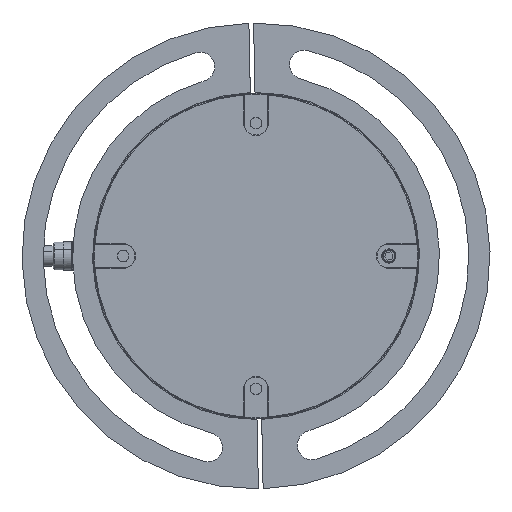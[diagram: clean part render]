
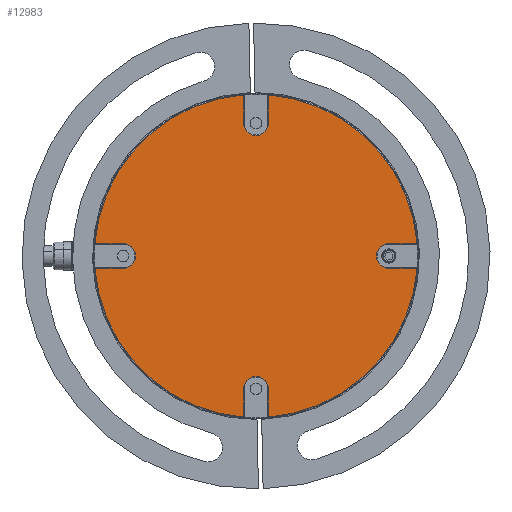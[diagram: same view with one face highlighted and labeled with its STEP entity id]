
A CAD part, left-side view. The second image highlights one B-rep face of the part: STEP entity #12983.
In plain terms, the highlighted planar face has unit normal (-1, 0, 0).
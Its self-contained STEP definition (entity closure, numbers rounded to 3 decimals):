
#399 = VERTEX_POINT ( 'NONE', #27772 ) ;
#461 = EDGE_CURVE ( 'NONE', #7345, #399, #28506, .T. ) ;
#511 = EDGE_CURVE ( 'NONE', #399, #25566, #1283, .T. ) ;
#529 = ORIENTED_EDGE ( 'NONE', *, *, #9529, .T. ) ;
#629 = DIRECTION ( 'NONE',  ( 0., 0., 1. ) ) ;
#725 = DIRECTION ( 'NONE',  ( 0., 0., 1. ) ) ;
#817 = CARTESIAN_POINT ( 'NONE',  ( -42.486, 99.639, 132.721 ) ) ;
#871 = EDGE_CURVE ( 'NONE', #7110, #31487, #26784, .T. ) ;
#1283 = CIRCLE ( 'NONE', #6474, 5.279 ) ;
#1477 = DIRECTION ( 'NONE',  ( 0., 0., 1. ) ) ;
#1674 = CARTESIAN_POINT ( 'NONE',  ( -42.486, 43.139, 138. ) ) ;
#1747 = CARTESIAN_POINT ( 'NONE',  ( -42.486, 99.639, 143.279 ) ) ;
#1891 = DIRECTION ( 'NONE',  ( -1., 0., 0. ) ) ;
#2096 = EDGE_CURVE ( 'NONE', #25566, #7110, #15683, .T. ) ;
#2389 = ORIENTED_EDGE ( 'NONE', *, *, #33812, .T. ) ;
#2462 = CARTESIAN_POINT ( 'NONE',  ( -42.486, 37.86, 69.503 ) ) ;
#2898 = VERTEX_POINT ( 'NONE', #5367 ) ;
#3030 = DIRECTION ( 'NONE',  ( 0., 0., 1. ) ) ;
#3384 = VECTOR ( 'NONE', #14792, 1000. ) ;
#3679 = CARTESIAN_POINT ( 'NONE',  ( -42.486, 48.418, 69.503 ) ) ;
#4276 = DIRECTION ( 'NONE',  ( 0., 0., 1. ) ) ;
#4427 = VERTEX_POINT ( 'NONE', #23197 ) ;
#4544 = VERTEX_POINT ( 'NONE', #4870 ) ;
#4739 = CARTESIAN_POINT ( 'NONE',  ( -42.486, 112.139, 138. ) ) ;
#4852 = PLANE ( 'NONE',  #10725 ) ;
#4870 = CARTESIAN_POINT ( 'NONE',  ( -42.486, -13.361, 132.721 ) ) ;
#5367 = CARTESIAN_POINT ( 'NONE',  ( -42.486, 48.418, 81.5 ) ) ;
#5516 = VERTEX_POINT ( 'NONE', #817 ) ;
#5767 = VECTOR ( 'NONE', #33734, 1000. ) ;
#5806 = DIRECTION ( 'NONE',  ( 0., -1., 0. ) ) ;
#5849 = CIRCLE ( 'NONE', #23656, 5.279 ) ;
#6352 = DIRECTION ( 'NONE',  ( 0., 0., -1. ) ) ;
#6474 = AXIS2_PLACEMENT_3D ( 'NONE', #33600, #17312, #28362 ) ;
#6642 = DIRECTION ( 'NONE',  ( -1., 0., 0. ) ) ;
#6965 = EDGE_LOOP ( 'NONE', ( #7311, #32830, #18470, #2389, #7145, #14553, #21582, #19299, #15525, #10962, #12078, #16394, #7414, #529, #33731, #31040, #34964 ) ) ;
#7110 = VERTEX_POINT ( 'NONE', #30349 ) ;
#7145 = ORIENTED_EDGE ( 'NONE', *, *, #21621, .T. ) ;
#7232 = VERTEX_POINT ( 'NONE', #3679 ) ;
#7311 = ORIENTED_EDGE ( 'NONE', *, *, #511, .T. ) ;
#7345 = VERTEX_POINT ( 'NONE', #34424 ) ;
#7414 = ORIENTED_EDGE ( 'NONE', *, *, #30220, .T. ) ;
#7531 = CARTESIAN_POINT ( 'NONE',  ( -42.486, -25.358, 132.721 ) ) ;
#7622 = VERTEX_POINT ( 'NONE', #7531 ) ;
#8345 = AXIS2_PLACEMENT_3D ( 'NONE', #30608, #17150, #725 ) ;
#8516 = DIRECTION ( 'NONE',  ( 1., 0., 0. ) ) ;
#8575 = VECTOR ( 'NONE', #5806, 1000. ) ;
#8732 = CIRCLE ( 'NONE', #29108, 5.279 ) ;
#9087 = DIRECTION ( 'NONE',  ( 1., 0., 0. ) ) ;
#9520 = AXIS2_PLACEMENT_3D ( 'NONE', #10447, #18884, #24136 ) ;
#9529 = EDGE_CURVE ( 'NONE', #4544, #29228, #30876, .T. ) ;
#9709 = EDGE_CURVE ( 'NONE', #29228, #26427, #19396, .T. ) ;
#9988 = DIRECTION ( 'NONE',  ( -1., 0., 0. ) ) ;
#10082 = DIRECTION ( 'NONE',  ( 0., 0., 1. ) ) ;
#10447 = CARTESIAN_POINT ( 'NONE',  ( -42.486, 43.139, 138. ) ) ;
#10725 = AXIS2_PLACEMENT_3D ( 'NONE', #4739, #1891, #10082 ) ;
#10962 = ORIENTED_EDGE ( 'NONE', *, *, #29230, .T. ) ;
#11047 = CARTESIAN_POINT ( 'NONE',  ( -42.486, 48.418, 194.5 ) ) ;
#11706 = CARTESIAN_POINT ( 'NONE',  ( -42.486, -13.361, 143.279 ) ) ;
#12078 = ORIENTED_EDGE ( 'NONE', *, *, #27860, .T. ) ;
#12194 = CARTESIAN_POINT ( 'NONE',  ( -42.486, 48.418, 206.518 ) ) ;
#12481 = CARTESIAN_POINT ( 'NONE',  ( -42.486, -13.361, 138. ) ) ;
#12728 = VECTOR ( 'NONE', #1477, 1000. ) ;
#12832 = CARTESIAN_POINT ( 'NONE',  ( -42.486, 43.139, 86.779 ) ) ;
#12842 = CARTESIAN_POINT ( 'NONE',  ( -42.486, -13.361, 132.721 ) ) ;
#12983 = ADVANCED_FACE ( 'NONE', ( #19037 ), #4852, .T. ) ;
#13186 = CARTESIAN_POINT ( 'NONE',  ( -42.486, 37.86, 81.5 ) ) ;
#14553 = ORIENTED_EDGE ( 'NONE', *, *, #31662, .T. ) ;
#14576 = CARTESIAN_POINT ( 'NONE',  ( -42.486, -25.379, 143.279 ) ) ;
#14792 = DIRECTION ( 'NONE',  ( 0., 0., -1. ) ) ;
#14793 = CIRCLE ( 'NONE', #32331, 5.279 ) ;
#14967 = DIRECTION ( 'NONE',  ( 0., 0., 1. ) ) ;
#15086 = DIRECTION ( 'NONE',  ( 1., 0., 0. ) ) ;
#15128 = LINE ( 'NONE', #12842, #23236 ) ;
#15525 = ORIENTED_EDGE ( 'NONE', *, *, #20875, .T. ) ;
#15683 = LINE ( 'NONE', #12194, #12728 ) ;
#16156 = DIRECTION ( 'NONE',  ( 1., 0., 0. ) ) ;
#16394 = ORIENTED_EDGE ( 'NONE', *, *, #21692, .T. ) ;
#16957 = CARTESIAN_POINT ( 'NONE',  ( -42.486, 43.139, 81.5 ) ) ;
#17150 = DIRECTION ( 'NONE',  ( -1., 0., 0. ) ) ;
#17208 = CARTESIAN_POINT ( 'NONE',  ( -42.486, 37.86, 69.482 ) ) ;
#17312 = DIRECTION ( 'NONE',  ( 1., 0., 0. ) ) ;
#17651 = LINE ( 'NONE', #30054, #27442 ) ;
#18470 = ORIENTED_EDGE ( 'NONE', *, *, #871, .T. ) ;
#18778 = DIRECTION ( 'NONE',  ( 0., 1., 0. ) ) ;
#18884 = DIRECTION ( 'NONE',  ( -1., 0., 0. ) ) ;
#19037 = FACE_OUTER_BOUND ( 'NONE', #6965, .T. ) ;
#19299 = ORIENTED_EDGE ( 'NONE', *, *, #26364, .T. ) ;
#19396 = LINE ( 'NONE', #14576, #5767 ) ;
#19460 = VECTOR ( 'NONE', #6352, 1000. ) ;
#20047 = LINE ( 'NONE', #33285, #8575 ) ;
#20273 = VERTEX_POINT ( 'NONE', #13186 ) ;
#20293 = LINE ( 'NONE', #17208, #19460 ) ;
#20537 = CARTESIAN_POINT ( 'NONE',  ( -42.486, 48.418, 81.5 ) ) ;
#20875 = EDGE_CURVE ( 'NONE', #2898, #31122, #14793, .T. ) ;
#21101 = CARTESIAN_POINT ( 'NONE',  ( -42.486, 43.139, 81.5 ) ) ;
#21582 = ORIENTED_EDGE ( 'NONE', *, *, #31002, .T. ) ;
#21621 = EDGE_CURVE ( 'NONE', #27967, #5516, #8732, .T. ) ;
#21670 = VECTOR ( 'NONE', #4276, 1000. ) ;
#21692 = EDGE_CURVE ( 'NONE', #29174, #7622, #22346, .T. ) ;
#22182 = DIRECTION ( 'NONE',  ( 0., 1., 0. ) ) ;
#22346 = CIRCLE ( 'NONE', #9520, 68.7 ) ;
#23066 = CARTESIAN_POINT ( 'NONE',  ( -42.486, -25.358, 143.279 ) ) ;
#23197 = CARTESIAN_POINT ( 'NONE',  ( -42.486, 111.636, 132.721 ) ) ;
#23236 = VECTOR ( 'NONE', #18778, 1000. ) ;
#23519 = CARTESIAN_POINT ( 'NONE',  ( -42.486, 111.636, 143.279 ) ) ;
#23656 = AXIS2_PLACEMENT_3D ( 'NONE', #16957, #9087, #629 ) ;
#23799 = LINE ( 'NONE', #20537, #21670 ) ;
#23896 = DIRECTION ( 'NONE',  ( 0., 0., 1. ) ) ;
#24136 = DIRECTION ( 'NONE',  ( 0., 0., 1. ) ) ;
#24508 = CIRCLE ( 'NONE', #28951, 68.7 ) ;
#25501 = CARTESIAN_POINT ( 'NONE',  ( -42.486, 37.86, 194.5 ) ) ;
#25566 = VERTEX_POINT ( 'NONE', #11047 ) ;
#25683 = DIRECTION ( 'NONE',  ( 0., 0., 1. ) ) ;
#26364 = EDGE_CURVE ( 'NONE', #7232, #2898, #23799, .T. ) ;
#26427 = VERTEX_POINT ( 'NONE', #23066 ) ;
#26784 = CIRCLE ( 'NONE', #8345, 68.7 ) ;
#27442 = VECTOR ( 'NONE', #22182, 1000. ) ;
#27772 = CARTESIAN_POINT ( 'NONE',  ( -42.486, 37.86, 194.5 ) ) ;
#27860 = EDGE_CURVE ( 'NONE', #20273, #29174, #20293, .T. ) ;
#27967 = VERTEX_POINT ( 'NONE', #1747 ) ;
#28362 = DIRECTION ( 'NONE',  ( 0., 0., 1. ) ) ;
#28506 = LINE ( 'NONE', #25501, #3384 ) ;
#28951 = AXIS2_PLACEMENT_3D ( 'NONE', #31188, #6642, #25683 ) ;
#29108 = AXIS2_PLACEMENT_3D ( 'NONE', #34245, #16156, #23896 ) ;
#29174 = VERTEX_POINT ( 'NONE', #2462 ) ;
#29228 = VERTEX_POINT ( 'NONE', #11706 ) ;
#29230 = EDGE_CURVE ( 'NONE', #31122, #20273, #5849, .T. ) ;
#29940 = CIRCLE ( 'NONE', #30373, 68.7 ) ;
#30054 = CARTESIAN_POINT ( 'NONE',  ( -42.486, 111.657, 132.721 ) ) ;
#30220 = EDGE_CURVE ( 'NONE', #7622, #4544, #15128, .T. ) ;
#30349 = CARTESIAN_POINT ( 'NONE',  ( -42.486, 48.418, 206.497 ) ) ;
#30373 = AXIS2_PLACEMENT_3D ( 'NONE', #1674, #9988, #14967 ) ;
#30608 = CARTESIAN_POINT ( 'NONE',  ( -42.486, 43.139, 138. ) ) ;
#30876 = CIRCLE ( 'NONE', #30890, 5.279 ) ;
#30890 = AXIS2_PLACEMENT_3D ( 'NONE', #12481, #15086, #34139 ) ;
#31002 = EDGE_CURVE ( 'NONE', #4427, #7232, #24508, .T. ) ;
#31040 = ORIENTED_EDGE ( 'NONE', *, *, #32544, .T. ) ;
#31122 = VERTEX_POINT ( 'NONE', #12832 ) ;
#31188 = CARTESIAN_POINT ( 'NONE',  ( -42.486, 43.139, 138. ) ) ;
#31487 = VERTEX_POINT ( 'NONE', #23519 ) ;
#31662 = EDGE_CURVE ( 'NONE', #5516, #4427, #17651, .T. ) ;
#32331 = AXIS2_PLACEMENT_3D ( 'NONE', #21101, #8516, #3030 ) ;
#32544 = EDGE_CURVE ( 'NONE', #26427, #7345, #29940, .T. ) ;
#32830 = ORIENTED_EDGE ( 'NONE', *, *, #2096, .T. ) ;
#33285 = CARTESIAN_POINT ( 'NONE',  ( -42.486, 99.639, 143.279 ) ) ;
#33600 = CARTESIAN_POINT ( 'NONE',  ( -42.486, 43.139, 194.5 ) ) ;
#33731 = ORIENTED_EDGE ( 'NONE', *, *, #9709, .T. ) ;
#33734 = DIRECTION ( 'NONE',  ( 0., -1., 0. ) ) ;
#33812 = EDGE_CURVE ( 'NONE', #31487, #27967, #20047, .T. ) ;
#34139 = DIRECTION ( 'NONE',  ( 0., 0., 1. ) ) ;
#34245 = CARTESIAN_POINT ( 'NONE',  ( -42.486, 99.639, 138. ) ) ;
#34424 = CARTESIAN_POINT ( 'NONE',  ( -42.486, 37.86, 206.497 ) ) ;
#34964 = ORIENTED_EDGE ( 'NONE', *, *, #461, .T. ) ;
